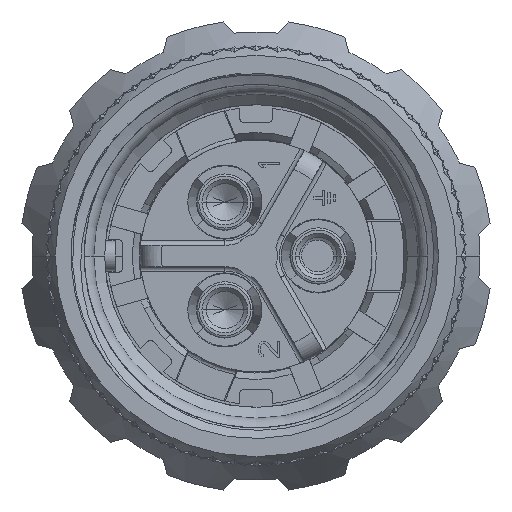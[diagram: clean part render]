
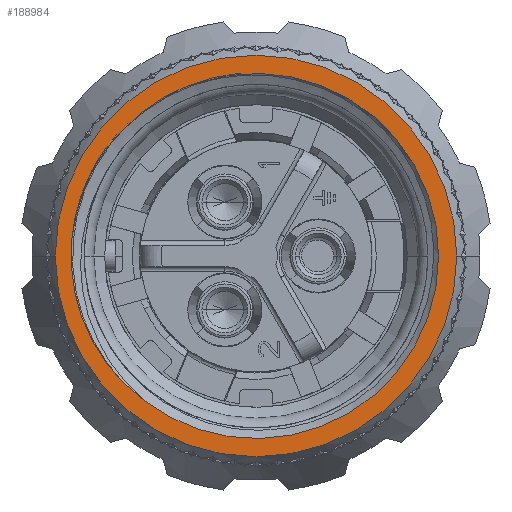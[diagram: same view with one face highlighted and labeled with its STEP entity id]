
A CAD part, left-side view. The second image highlights one B-rep face of the part: STEP entity #188984.
In plain terms, the highlighted planar face has unit normal (-1, 0, 0).
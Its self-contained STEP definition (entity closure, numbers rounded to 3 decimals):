
#44015=CARTESIAN_POINT('',(0.385,11.,-11.));
#44016=DIRECTION('',(1.,0.,0.));
#44017=DIRECTION('',(0.,0.616,0.788));
#44018=AXIS2_PLACEMENT_3D('',#44015,#44016,#44017);
#45384=CARTESIAN_POINT('',(0.385,11.,-11.));
#45385=DIRECTION('',(-1.,0.,0.));
#45386=DIRECTION('',(0.,1.,0.));
#45387=AXIS2_PLACEMENT_3D('',#45384,#45385,#45386);
#45389=CARTESIAN_POINT('',(0.385,11.,-11.));
#45390=DIRECTION('',(1.,0.,0.));
#45391=DIRECTION('',(0.,1.,0.));
#45392=AXIS2_PLACEMENT_3D('',#45389,#45390,#45391);
#45394=CARTESIAN_POINT('',(0.385,17.18,
-5.105));
#45395=CARTESIAN_POINT('',(0.385,17.106,
-5.033));
#45396=CARTESIAN_POINT('',(0.385,16.956,
-4.891));
#45397=CARTESIAN_POINT('',(0.385,16.724,
-4.687));
#45398=CARTESIAN_POINT('',(0.385,16.485,
-4.491));
#45399=CARTESIAN_POINT('',(0.385,16.321,
-4.366));
#45400=CARTESIAN_POINT('',(0.385,16.238,
-4.305));
#45402=CARTESIAN_POINT('',(0.385,17.18,
-16.894));
#45403=CARTESIAN_POINT('',(0.385,17.252,
-16.823));
#45404=CARTESIAN_POINT('',(0.385,17.397,
-16.675));
#45405=CARTESIAN_POINT('',(0.385,17.612,
-16.436));
#45406=CARTESIAN_POINT('',(0.385,17.82,
-16.184));
#45407=CARTESIAN_POINT('',(0.385,18.02,
-15.92));
#45408=CARTESIAN_POINT('',(0.385,18.21,
-15.647));
#45409=CARTESIAN_POINT('',(0.385,18.391,
-15.364));
#45410=CARTESIAN_POINT('',(0.385,18.56,
-15.073));
#45411=CARTESIAN_POINT('',(0.385,18.718,
-14.775));
#45412=CARTESIAN_POINT('',(0.385,18.864,
-14.469));
#45413=CARTESIAN_POINT('',(0.385,18.998,
-14.158));
#45414=CARTESIAN_POINT('',(0.385,19.119,
-13.84));
#45415=CARTESIAN_POINT('',(0.385,19.227,
-13.518));
#45416=CARTESIAN_POINT('',(0.385,19.322,
-13.191));
#45417=CARTESIAN_POINT('',(0.385,19.404,
-12.86));
#45418=CARTESIAN_POINT('',(0.385,19.473,
-12.526));
#45419=CARTESIAN_POINT('',(0.385,19.528,
-12.19));
#45420=CARTESIAN_POINT('',(0.385,19.569,
-11.851));
#45421=CARTESIAN_POINT('',(0.385,19.597,
-11.511));
#45422=CARTESIAN_POINT('',(0.385,19.611,
-11.17));
#45423=CARTESIAN_POINT('',(0.385,19.611,
-10.829));
#45424=CARTESIAN_POINT('',(0.385,19.597,
-10.489));
#45425=CARTESIAN_POINT('',(0.385,19.569,
-10.149));
#45426=CARTESIAN_POINT('',(0.385,19.528,
-9.81));
#45427=CARTESIAN_POINT('',(0.385,19.473,
-9.474));
#45428=CARTESIAN_POINT('',(0.385,19.404,
-9.14));
#45429=CARTESIAN_POINT('',(0.385,19.322,
-8.809));
#45430=CARTESIAN_POINT('',(0.385,19.227,
-8.482));
#45431=CARTESIAN_POINT('',(0.385,19.119,
-8.16));
#45432=CARTESIAN_POINT('',(0.385,18.997,
-7.842));
#45433=CARTESIAN_POINT('',(0.385,18.864,
-7.531));
#45434=CARTESIAN_POINT('',(0.385,18.718,
-7.225));
#45435=CARTESIAN_POINT('',(0.385,18.56,
-6.927));
#45436=CARTESIAN_POINT('',(0.385,18.391,
-6.636));
#45437=CARTESIAN_POINT('',(0.385,18.21,
-6.353));
#45438=CARTESIAN_POINT('',(0.385,18.02,
-6.08));
#45439=CARTESIAN_POINT('',(0.385,17.82,
-5.816));
#45440=CARTESIAN_POINT('',(0.385,17.612,
-5.564));
#45441=CARTESIAN_POINT('',(0.385,17.397,
-5.325));
#45442=CARTESIAN_POINT('',(0.385,17.252,
-5.177));
#45443=CARTESIAN_POINT('',(0.385,17.18,
-5.105));
#45445=CARTESIAN_POINT('',(0.385,16.238,
-17.695));
#45446=CARTESIAN_POINT('',(0.385,16.321,
-17.634));
#45447=CARTESIAN_POINT('',(0.385,16.485,
-17.509));
#45448=CARTESIAN_POINT('',(0.385,16.724,
-17.313));
#45449=CARTESIAN_POINT('',(0.385,16.956,
-17.109));
#45450=CARTESIAN_POINT('',(0.385,17.106,
-16.967));
#45451=CARTESIAN_POINT('',(0.385,17.18,
-16.894));
#59564=CARTESIAN_POINT('',(0.385,20.348,-11.));
#59565=CARTESIAN_POINT('',(0.385,1.652,-11.));
#59566=VERTEX_POINT('',#59564);
#59567=VERTEX_POINT('',#59565);
#59760=VERTEX_POINT('',#45402);
#59761=VERTEX_POINT('',#45443);
#59762=VERTEX_POINT('',#45400);
#59763=VERTEX_POINT('',#45445);
#188969=CARTESIAN_POINT('',(0.385,11.,-11.));
#188970=DIRECTION('',(1.,0.,0.));
#188971=DIRECTION('',(0.,-1.,0.));
#188972=AXIS2_PLACEMENT_3D('',#188969,#188970,#188971);
#188973=PLANE('245',#188972);
#188974=ORIENTED_EDGE('5405',*,*,#66792,.F.);
#188975=ORIENTED_EDGE('5397',*,*,#66464,.T.);
#188976=EDGE_LOOP('245',(#188974,#188975));
#188977=FACE_OUTER_BOUND('245',#188976,.F.);
#188978=ORIENTED_EDGE('5704',*,*,#188234,.F.);
#188979=ORIENTED_EDGE('5695',*,*,#188545,.F.);
#188980=ORIENTED_EDGE('5694',*,*,#188953,.F.);
#188981=ORIENTED_EDGE('5696',*,*,#188199,.F.);
#188982=EDGE_LOOP('245',(#188978,#188979,#188980,#188981));
#188983=FACE_BOUND('245',#188982,.F.);
#44019=CIRCLE('5704',#44018,8.5);
#45388=CIRCLE('5405',#45387,9.348);
#45393=CIRCLE('5397',#45392,9.348);
#45401=B_SPLINE_CURVE_WITH_KNOTS('5695',3,(#45394,#45395,#45396,#45397,#45398,
#45399,#45400),.UNSPECIFIED.,.F.,.F.,(4,1,1,1,4),(0.,0.25,0.5,0.75,
1.),.UNSPECIFIED.);
#45444=B_SPLINE_CURVE_WITH_KNOTS('5694',3,(#45402,#45403,#45404,#45405,#45406,
#45407,#45408,#45409,#45410,#45411,#45412,#45413,#45414,#45415,#45416,#45417,
#45418,#45419,#45420,#45421,#45422,#45423,#45424,#45425,#45426,#45427,#45428,
#45429,#45430,#45431,#45432,#45433,#45434,#45435,#45436,#45437,#45438,#45439,
#45440,#45441,#45442,#45443),.UNSPECIFIED.,.F.,.F.,(4,1,1,1,1,1,1,1,1,1,1,1,1,1,
1,1,1,1,1,1,1,1,1,1,1,1,1,1,1,1,1,1,1,1,1,1,1,1,1,4),(0.,0.026,
0.051,0.077,0.103,0.128,
0.154,0.179,0.205,0.231,
0.256,0.282,0.308,0.333,
0.359,0.385,0.41,0.436,
0.462,0.487,0.513,0.538,
0.564,0.59,0.615,0.641,
0.667,0.692,0.718,0.744,
0.769,0.795,0.821,0.846,
0.872,0.897,0.923,0.949,
0.974,1.),.UNSPECIFIED.);
#45452=B_SPLINE_CURVE_WITH_KNOTS('5696',3,(#45445,#45446,#45447,#45448,#45449,
#45450,#45451),.UNSPECIFIED.,.F.,.F.,(4,1,1,1,4),(0.,0.25,0.5,0.75,
1.),.UNSPECIFIED.);
#66464=EDGE_CURVE('5397',#59566,#59567,#45393,.T.);
#66792=EDGE_CURVE('5405',#59566,#59567,#45388,.T.);
#188199=EDGE_CURVE('5696',#59763,#59760,#45452,.T.);
#188234=EDGE_CURVE('5704',#59762,#59763,#44019,.T.);
#188545=EDGE_CURVE('5695',#59761,#59762,#45401,.T.);
#188953=EDGE_CURVE('5694',#59760,#59761,#45444,.T.);
#188984=ADVANCED_FACE('245',(#188977,#188983),#188973,.F.);
